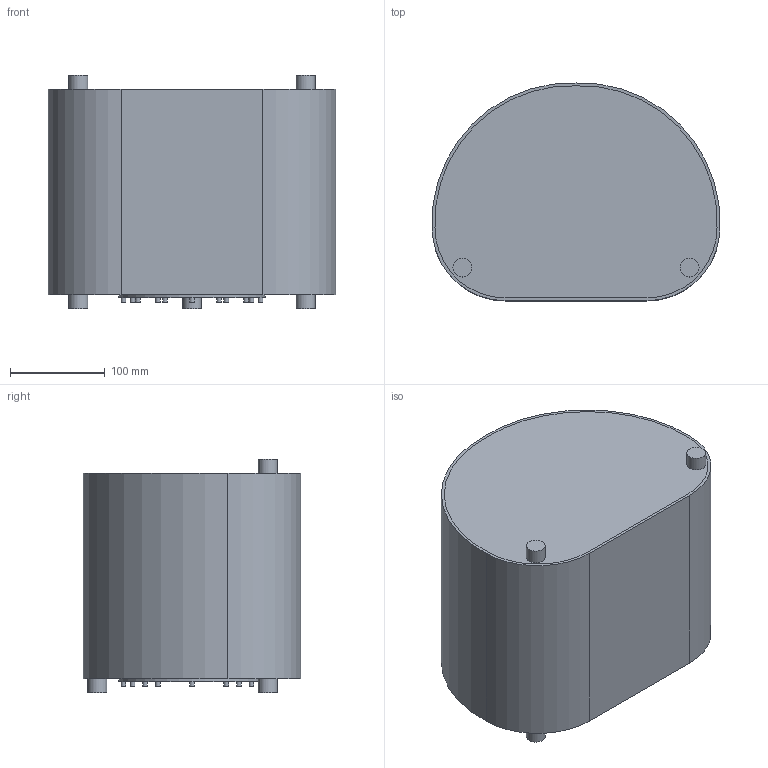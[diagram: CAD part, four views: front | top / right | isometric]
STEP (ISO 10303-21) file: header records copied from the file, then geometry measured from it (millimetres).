
FILE_DESCRIPTION(('Open CASCADE Model'),'2;1');
FILE_NAME('Nema Phantom Filled','2026-01-08T15:07:05',('Author'),( 'Open CASCADE'),'Open CASCADE STEP processor 7.8','build123d', 'Unknown');
FILE_SCHEMA(('AUTOMOTIVE_DESIGN { 1 0 10303 214 1 1 1 1 }'));
Length unit declared in the file: millimetre
Products named in the file (107): Nema Phantom Filled; Nema Phantom Assembly; Nema Body; Spheres Mounted; Sphere Mounting Plate; ASSEMBLY; SOLID; Sphere Screws; Small Screw; Spheres & Tubing; Sphere 10mm; Hollow Tube 0; Sphere 13mm; Hollow Tube 1; Sphere 17mm; Hollow Tube 2; Sphere 22mm; Hollow Tube 3; Sphere 28mm; Hollow Tube 4; Sphere 37mm; Hollow Tube 5; Nema Lung Insert Shell; Filling Screws; Large Screw; Sphere Liquids; Sphere 0 10mm Filling; Sphere 1 13mm Filling; Sphere 2 17mm Filling; Sphere 3 22mm Filling; Sphere 4 28mm Filling; Sphere 5 37mm Filling; Background Liquid
Assembly tree (106 placements, depth 6):
  Nema Phantom Filled
    Nema Phantom Assembly
      Nema Body
      Spheres Mounted
        Sphere Mounting Plate
          ASSEMBLY
            SOLID
            SOLID
        Sphere Screws
          Small Screw
            SOLID
            SOLID
          Small Screw
            SOLID
            SOLID
          Small Screw
            SOLID
            SOLID
          Small Screw
            SOLID
            SOLID
          Small Screw
            SOLID
            SOLID
          Small Screw
            SOLID
            SOLID
          Small Screw
            SOLID
            SOLID
          Small Screw
            SOLID
            SOLID
          Small Screw
            SOLID
            SOLID
          Small Screw
            SOLID
            SOLID
          Small Screw
            SOLID
            SOLID
          Small Screw
            SOLID
            SOLID
          Small Screw
            SOLID
            SOLID
          Small Screw
            SOLID
            SOLID
          Small Screw
            SOLID
            SOLID
          Small Screw
            SOLID
            SOLID
          Small Screw
            SOLID
            SOLID
Bounding box: 304 x 230 x 247 mm (x, y, z)
Volume: 13758266.4 mm3; surface area: 1092055.6 mm2
Topology: 69 solids, 71 shells, 257 faces, 393 edges, 258 vertices
Faces by surface type: plane 125, cylinder 108, sphere 24
Full cylindrical faces by diameter (mm): 2 x6, 2.5 x30, 5 x36, 10 x5, 20 x5, 45 x1, 51 x4, 135 x1, 137 x1, 155 x1
Entity records: 12520 total; most frequent: CARTESIAN_POINT 2311, DIRECTION 1907, ORIENTED_EDGE 702, PCURVE 702, DEFINITIONAL_REPRESENTATION 702, LINE 609, VECTOR 609, AXIS2_PLACEMENT_3D 598
